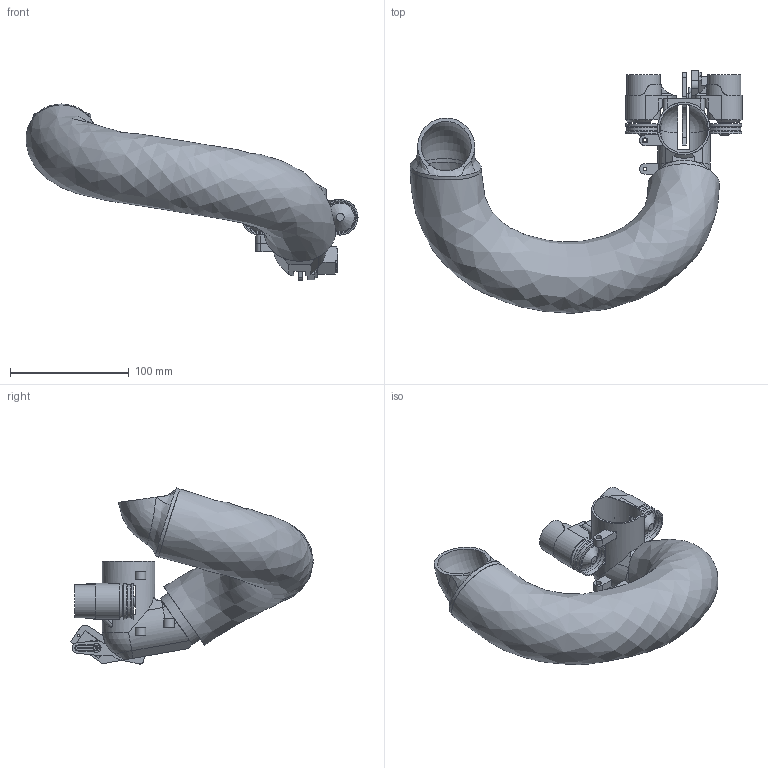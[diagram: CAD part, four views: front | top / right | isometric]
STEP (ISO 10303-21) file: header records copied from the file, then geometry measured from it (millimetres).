
FILE_DESCRIPTION(/* description */ (''),/* implementation_level */ '2;1');
FILE_NAME(/* name */ 'Launcher + Magazine.step',/* time_stamp */ '2025-04-23T17:08:24+08:00',/* author */ (''),/* organization */ (''),/* preprocessor_version */ 'ST-DEVELOPER v20.1',/* originating_system */ 'Autodesk Translation Framework v14.4.0.0',/* authorisation */ '');
FILE_SCHEMA (('AUTOMOTIVE_DESIGN { 1 0 10303 214 3 1 1 }'));
Length unit declared in the file: millimetre
Products named in the file (6): launcher; Launcher_1; servo; feeding arm; launcher parts; Magazine
Assembly tree (5 placements, depth 3):
  launcher
    Launcher_1
      servo
      feeding arm
      launcher parts
    Magazine
Bounding box: 279.57 x 204.39 x 148.28 mm (x, y, z)
Volume: 402998.5 mm3; surface area: 191064.2 mm2
Topology: 11 solids, 11 shells, 377 faces, 949 edges, 610 vertices
Faces by surface type: plane 191, cylinder 127, cone 33, bspline 14, torus 10, sphere 2
Full cylindrical faces by diameter (mm): 1.35 x6, 1.75 x1, 1.9 x2, 2.2 x1, 2.5 x3, 2.6 x4, 2.7 x2, 3.2 x7, 3.5 x2, 4.5 x3, 4.85 x1, 5 x2, 7 x1, 7.2 x1, 10 x2, 27.902 x2, 28 x4, 30 x2, 41 x2, 42 x1, 44.2 x2, 47.4 x1, 48 x1, 50 x1, 60 x1
Entity records: 13453 total; most frequent: CARTESIAN_POINT 3909, DIRECTION 2029, ORIENTED_EDGE 1894, EDGE_CURVE 947, AXIS2_PLACEMENT_3D 782, VERTEX_POINT 610, LINE 465, VECTOR 465
